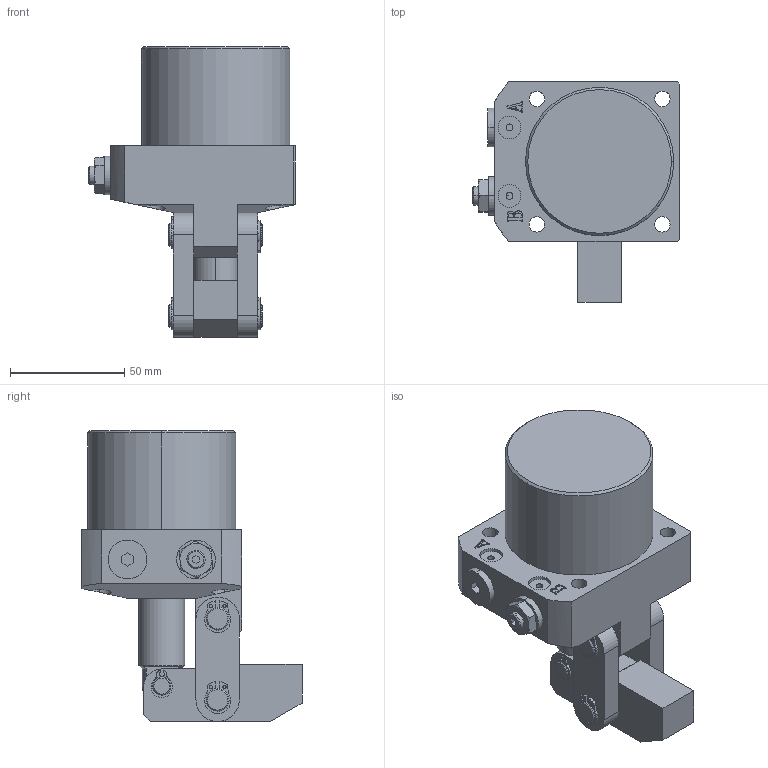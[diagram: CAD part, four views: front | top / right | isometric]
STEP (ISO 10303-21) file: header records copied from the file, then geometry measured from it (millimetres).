
FILE_DESCRIPTION (( 'STEP AP203' ), '1' );
FILE_NAME ('HLKA-50CL.STEP', '2020-04-18T02:48:17', ( '微软用户' ), ( '微软中国' ), 'SwSTEP 2.0', 'SolidWorks 2012', '' );
FILE_SCHEMA (( 'CONFIG_CONTROL_DESIGN' ));
Length unit declared in the file: millimetre
Products named in the file (11): 覃誹概; HLKA-50酗种; HLKA-50揤旋; HLKA-50蟀裝; HLKA-50活塞杆; HLKA-50傻种; HLKA-50CL掛极; HLKA-50CL; 囀鞠褒; circlips for shaft--type a large gb_GB_CONNECTING_PIECE_RING_RRA 10; circlips for shaft--type a small gb_GB_CONNECTING_PIECE_RING_RRA 8
Assembly tree (16 placements, depth 2):
  HLKA-50CL
    HLKA-50CL掛极
    HLKA-50傻种
    HLKA-50活塞杆
    HLKA-50蟀裝  x2
    HLKA-50揤旋
    HLKA-50酗种  x2
    覃誹概
    circlips for shaft--type a small gb_GB_CONNECTING_PIECE_RING_RRA 8  x2
    circlips for shaft--type a large gb_GB_CONNECTING_PIECE_RING_RRA 10  x4
    囀鞠褒
Bounding box: 90.7 x 96.5 x 127.5 mm (x, y, z)
Volume: 299103.4 mm3; surface area: 75417.9 mm2
Topology: 16 solids, 16 shells, 437 faces, 1082 edges, 712 vertices
Faces by surface type: cylinder 203, plane 181, cone 29, bspline 16, torus 6, sphere 2
Entity records: 11622 total; most frequent: CARTESIAN_POINT 2604, DIRECTION 1641, ORIENTED_EDGE 1560, EDGE_CURVE 780, AXIS2_PLACEMENT_3D 605, VERTEX_POINT 512, VECTOR 431, LINE 431
